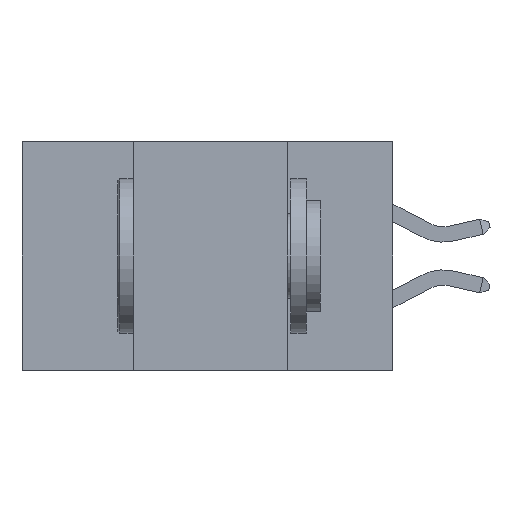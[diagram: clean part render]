
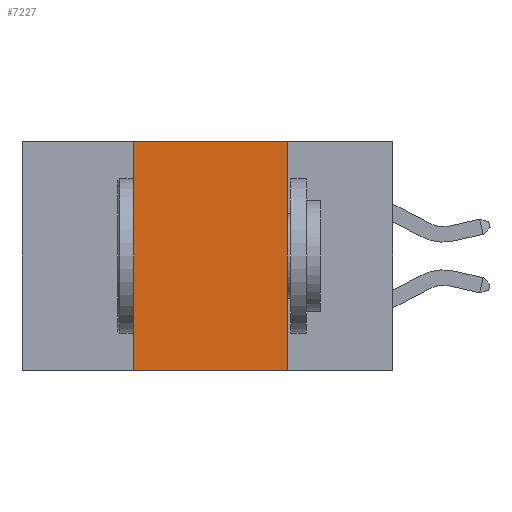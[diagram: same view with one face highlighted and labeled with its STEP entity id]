
A CAD part, left-side view. The second image highlights one B-rep face of the part: STEP entity #7227.
In plain terms, the highlighted planar face has unit normal (-1, 0, 0).
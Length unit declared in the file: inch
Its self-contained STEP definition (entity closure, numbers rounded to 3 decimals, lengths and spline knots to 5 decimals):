
#44 = VECTOR ( 'NONE', #9868, 39.37008 ) ;
#809 = DIRECTION ( 'NONE',  ( 0., -1., 0. ) ) ;
#2362 = EDGE_CURVE ( 'NONE', #2969, #2743, #8916, .T. ) ;
#2743 = VERTEX_POINT ( 'NONE', #9266 ) ;
#2748 = LINE ( 'NONE', #5275, #44 ) ;
#2969 = VERTEX_POINT ( 'NONE', #6142 ) ;
#3204 = CARTESIAN_POINT ( 'NONE',  ( 0., 0.6, 0. ) ) ;
#3495 = DIRECTION ( 'NONE',  ( 0., 0., -1. ) ) ;
#3655 = VERTEX_POINT ( 'NONE', #10664 ) ;
#3762 = VECTOR ( 'NONE', #809, 39.37008 ) ;
#3810 = ORIENTED_EDGE ( 'NONE', *, *, #2362, .T. ) ;
#3853 = ORIENTED_EDGE ( 'NONE', *, *, #5616, .F. ) ;
#4189 = CARTESIAN_POINT ( 'NONE',  ( 0., 0.17, 0. ) ) ;
#4342 = EDGE_LOOP ( 'NONE', ( #3853, #11337, #7581, #3810 ) ) ;
#4987 = FACE_OUTER_BOUND ( 'NONE', #4342, .T. ) ;
#5275 = CARTESIAN_POINT ( 'NONE',  ( 0., 0.17, 0. ) ) ;
#5605 = AXIS2_PLACEMENT_3D ( 'NONE', #3204, #10786, #3495 ) ;
#5616 = EDGE_CURVE ( 'NONE', #11115, #2743, #2748, .T. ) ;
#6039 = LINE ( 'NONE', #7132, #3762 ) ;
#6142 = CARTESIAN_POINT ( 'NONE',  ( 0., 0.42, -0.37 ) ) ;
#6522 = DIRECTION ( 'NONE',  ( 0., 0., 1. ) ) ;
#7132 = CARTESIAN_POINT ( 'NONE',  ( 0., 0.6, 0. ) ) ;
#7147 = LINE ( 'NONE', #7501, #10863 ) ;
#7227 = ADVANCED_FACE ( 'NONE', ( #4987 ), #11446, .F. ) ;
#7501 = CARTESIAN_POINT ( 'NONE',  ( 0., 0.42, 0. ) ) ;
#7581 = ORIENTED_EDGE ( 'NONE', *, *, #8277, .F. ) ;
#7782 = VECTOR ( 'NONE', #9291, 39.37008 ) ;
#8277 = EDGE_CURVE ( 'NONE', #2969, #3655, #7147, .T. ) ;
#8916 = LINE ( 'NONE', #9010, #7782 ) ;
#9010 = CARTESIAN_POINT ( 'NONE',  ( 0., 0.6, -0.37 ) ) ;
#9266 = CARTESIAN_POINT ( 'NONE',  ( 0., 0.17, -0.37 ) ) ;
#9291 = DIRECTION ( 'NONE',  ( 0., -1., 0. ) ) ;
#9868 = DIRECTION ( 'NONE',  ( 0., 0., -1. ) ) ;
#10664 = CARTESIAN_POINT ( 'NONE',  ( 0., 0.42, 0. ) ) ;
#10786 = DIRECTION ( 'NONE',  ( 1., 0., 0. ) ) ;
#10863 = VECTOR ( 'NONE', #6522, 39.37008 ) ;
#11115 = VERTEX_POINT ( 'NONE', #4189 ) ;
#11287 = EDGE_CURVE ( 'NONE', #3655, #11115, #6039, .T. ) ;
#11337 = ORIENTED_EDGE ( 'NONE', *, *, #11287, .F. ) ;
#11446 = PLANE ( 'NONE',  #5605 ) ;
